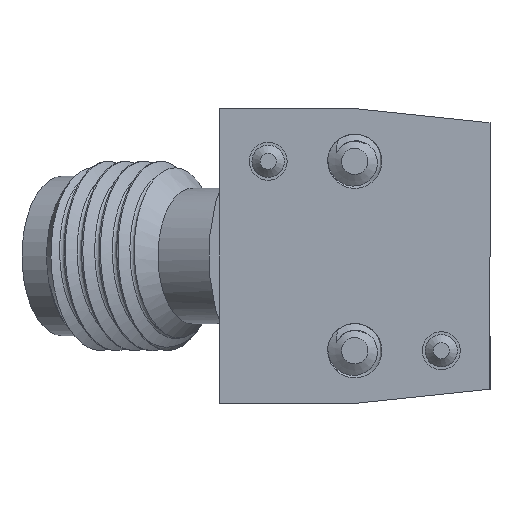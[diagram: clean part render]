
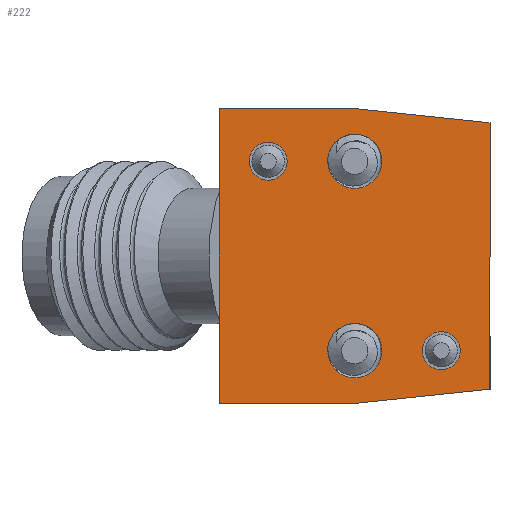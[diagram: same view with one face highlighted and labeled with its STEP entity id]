
A CAD part, front view. The second image highlights one B-rep face of the part: STEP entity #222.
In plain terms, the highlighted planar face has unit normal (0, -1, 0).
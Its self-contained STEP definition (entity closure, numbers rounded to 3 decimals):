
#12 = AXIS2_PLACEMENT_3D ( 'NONE', #2215, #4270, #6677 ) ;
#183 = EDGE_CURVE ( 'NONE', #3193, #3193, #611, .T. ) ;
#222 = ADVANCED_FACE ( 'NONE', ( #3119, #3034, #6903, #8080, #3750 ), #1105, .F. ) ;
#233 = CARTESIAN_POINT ( 'NONE',  ( -5., 0., -5.45 ) ) ;
#235 = AXIS2_PLACEMENT_3D ( 'NONE', #2753, #7960, #7416 ) ;
#291 = VERTEX_POINT ( 'NONE', #8021 ) ;
#355 = ORIENTED_EDGE ( 'NONE', *, *, #1681, .T. ) ;
#611 = CIRCLE ( 'NONE', #1021, 1. ) ;
#758 = CARTESIAN_POINT ( 'NONE',  ( 3.2, 0., -2.8 ) ) ;
#1021 = AXIS2_PLACEMENT_3D ( 'NONE', #4291, #1766, #4332 ) ;
#1070 = CARTESIAN_POINT ( 'NONE',  ( 0., 0., 0. ) ) ;
#1105 = PLANE ( 'NONE',  #8259 ) ;
#1114 = LINE ( 'NONE', #4931, #2206 ) ;
#1232 = DIRECTION ( 'NONE',  ( 0., 0., 1. ) ) ;
#1431 = DIRECTION ( 'NONE',  ( -1., 0., 0. ) ) ;
#1497 = DIRECTION ( 'NONE',  ( 0., 0., 1. ) ) ;
#1661 = LINE ( 'NONE', #3640, #5402 ) ;
#1681 = EDGE_CURVE ( 'NONE', #7775, #7775, #4242, .T. ) ;
#1726 = ORIENTED_EDGE ( 'NONE', *, *, #7639, .F. ) ;
#1766 = DIRECTION ( 'NONE',  ( 0., -1., 0. ) ) ;
#1818 = CARTESIAN_POINT ( 'NONE',  ( 0., 0., 5.45 ) ) ;
#1896 = DIRECTION ( 'NONE',  ( 0., 1., 0. ) ) ;
#2009 = CARTESIAN_POINT ( 'NONE',  ( 0., 0., 5.45 ) ) ;
#2031 = ORIENTED_EDGE ( 'NONE', *, *, #2595, .F. ) ;
#2132 = DIRECTION ( 'NONE',  ( 1., 0., 0. ) ) ;
#2206 = VECTOR ( 'NONE', #3635, 1000. ) ;
#2215 = CARTESIAN_POINT ( 'NONE',  ( -3.2, 0., 3.5 ) ) ;
#2415 = CIRCLE ( 'NONE', #12, 0.7 ) ;
#2595 = EDGE_CURVE ( 'NONE', #3500, #5215, #5175, .T. ) ;
#2602 = ORIENTED_EDGE ( 'NONE', *, *, #5217, .F. ) ;
#2653 = CARTESIAN_POINT ( 'NONE',  ( 3.2, 0., -3.5 ) ) ;
#2666 = EDGE_LOOP ( 'NONE', ( #355 ) ) ;
#2750 = VECTOR ( 'NONE', #1497, 1000. ) ;
#2753 = CARTESIAN_POINT ( 'NONE',  ( 0., 0., 3.5 ) ) ;
#2958 = ORIENTED_EDGE ( 'NONE', *, *, #183, .F. ) ;
#3034 = FACE_BOUND ( 'NONE', #5786, .T. ) ;
#3119 = FACE_BOUND ( 'NONE', #2666, .T. ) ;
#3193 = VERTEX_POINT ( 'NONE', #3277 ) ;
#3277 = CARTESIAN_POINT ( 'NONE',  ( 0., 0., -4.5 ) ) ;
#3500 = VERTEX_POINT ( 'NONE', #5170 ) ;
#3635 = DIRECTION ( 'NONE',  ( -0.995, 0., -0.105 ) ) ;
#3640 = CARTESIAN_POINT ( 'NONE',  ( 5., 0., 4.924 ) ) ;
#3750 = FACE_BOUND ( 'NONE', #8271, .T. ) ;
#3833 = CARTESIAN_POINT ( 'NONE',  ( 0., 0., -5.45 ) ) ;
#3928 = VERTEX_POINT ( 'NONE', #7645 ) ;
#4242 = CIRCLE ( 'NONE', #7862, 0.7 ) ;
#4270 = DIRECTION ( 'NONE',  ( 0., 1., 0. ) ) ;
#4291 = CARTESIAN_POINT ( 'NONE',  ( 0., 0., -3.5 ) ) ;
#4332 = DIRECTION ( 'NONE',  ( 0., 0., -1. ) ) ;
#4497 = VERTEX_POINT ( 'NONE', #5397 ) ;
#4516 = EDGE_CURVE ( 'NONE', #291, #291, #5733, .T. ) ;
#4931 = CARTESIAN_POINT ( 'NONE',  ( 0., 0., -5.45 ) ) ;
#4969 = VERTEX_POINT ( 'NONE', #1818 ) ;
#5007 = DIRECTION ( 'NONE',  ( 0., 1., 0. ) ) ;
#5170 = CARTESIAN_POINT ( 'NONE',  ( 0., 0., -5.45 ) ) ;
#5175 = LINE ( 'NONE', #3833, #8165 ) ;
#5215 = VERTEX_POINT ( 'NONE', #5283 ) ;
#5217 = EDGE_CURVE ( 'NONE', #6195, #4969, #7891, .T. ) ;
#5273 = LINE ( 'NONE', #233, #2750 ) ;
#5283 = CARTESIAN_POINT ( 'NONE',  ( -5., 0., -5.45 ) ) ;
#5288 = VERTEX_POINT ( 'NONE', #5459 ) ;
#5397 = CARTESIAN_POINT ( 'NONE',  ( 5., 0., -4.924 ) ) ;
#5402 = VECTOR ( 'NONE', #8096, 1000. ) ;
#5405 = EDGE_CURVE ( 'NONE', #5288, #5288, #2415, .T. ) ;
#5459 = CARTESIAN_POINT ( 'NONE',  ( -3.2, 0., 4.2 ) ) ;
#5694 = CARTESIAN_POINT ( 'NONE',  ( 5., 0., -4.924 ) ) ;
#5733 = CIRCLE ( 'NONE', #235, 1. ) ;
#5786 = EDGE_LOOP ( 'NONE', ( #7367 ) ) ;
#6112 = VECTOR ( 'NONE', #7081, 1000. ) ;
#6191 = ORIENTED_EDGE ( 'NONE', *, *, #4516, .F. ) ;
#6195 = VERTEX_POINT ( 'NONE', #6780 ) ;
#6579 = EDGE_LOOP ( 'NONE', ( #2031, #1726, #7365, #7527, #2602, #6975 ) ) ;
#6635 = EDGE_CURVE ( 'NONE', #4969, #3928, #1661, .T. ) ;
#6677 = DIRECTION ( 'NONE',  ( 0., 0., 1. ) ) ;
#6780 = CARTESIAN_POINT ( 'NONE',  ( -5., 0., 5.45 ) ) ;
#6903 = FACE_BOUND ( 'NONE', #7706, .T. ) ;
#6953 = LINE ( 'NONE', #5694, #6112 ) ;
#6975 = ORIENTED_EDGE ( 'NONE', *, *, #7402, .F. ) ;
#7081 = DIRECTION ( 'NONE',  ( 0., 0., -1. ) ) ;
#7365 = ORIENTED_EDGE ( 'NONE', *, *, #7822, .F. ) ;
#7367 = ORIENTED_EDGE ( 'NONE', *, *, #5405, .T. ) ;
#7402 = EDGE_CURVE ( 'NONE', #5215, #6195, #5273, .T. ) ;
#7416 = DIRECTION ( 'NONE',  ( 0., 0., -1. ) ) ;
#7527 = ORIENTED_EDGE ( 'NONE', *, *, #6635, .F. ) ;
#7639 = EDGE_CURVE ( 'NONE', #4497, #3500, #1114, .T. ) ;
#7645 = CARTESIAN_POINT ( 'NONE',  ( 5., 0., 4.924 ) ) ;
#7706 = EDGE_LOOP ( 'NONE', ( #2958 ) ) ;
#7775 = VERTEX_POINT ( 'NONE', #758 ) ;
#7782 = VECTOR ( 'NONE', #2132, 1000. ) ;
#7822 = EDGE_CURVE ( 'NONE', #3928, #4497, #6953, .T. ) ;
#7862 = AXIS2_PLACEMENT_3D ( 'NONE', #2653, #1896, #1232 ) ;
#7891 = LINE ( 'NONE', #2009, #7782 ) ;
#7960 = DIRECTION ( 'NONE',  ( 0., -1., 0. ) ) ;
#8021 = CARTESIAN_POINT ( 'NONE',  ( 0., 0., 2.5 ) ) ;
#8080 = FACE_OUTER_BOUND ( 'NONE', #6579, .T. ) ;
#8096 = DIRECTION ( 'NONE',  ( 0.995, 0., -0.105 ) ) ;
#8120 = DIRECTION ( 'NONE',  ( 0., 0., 1. ) ) ;
#8165 = VECTOR ( 'NONE', #1431, 1000. ) ;
#8259 = AXIS2_PLACEMENT_3D ( 'NONE', #1070, #5007, #8120 ) ;
#8271 = EDGE_LOOP ( 'NONE', ( #6191 ) ) ;
